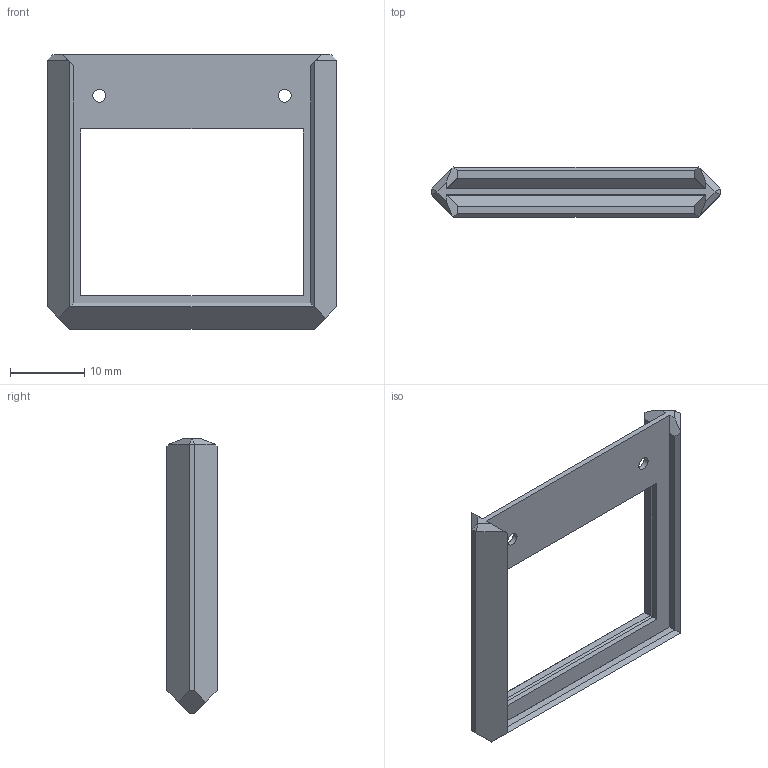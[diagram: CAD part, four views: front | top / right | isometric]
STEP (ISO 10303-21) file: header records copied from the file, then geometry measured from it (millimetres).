
FILE_DESCRIPTION(/* description */ (''),/* implementation_level */ '2;1');
FILE_NAME(/* name */ 'active rotation join_frame to connect two joints.stp',/* time_stamp */ '2015-02-25T11:48:25+01:00',/* author */ ('Przem'),/* organization */ (''),/* preprocessor_version */ 'ST-DEVELOPER v15.2',/* originating_system */ 'Autodesk Inventor 2014',/* authorisation */ '');
FILE_SCHEMA (('AUTOMOTIVE_DESIGN { 1 0 10303 214 3 1 1 }'));
Length unit declared in the file: millimetre
Products named in the file (1): active rotation join_frame to connect two joints
Bounding box: 39 x 6.75 x 37 mm (x, y, z)
Volume: 1538.3 mm3; surface area: 2952.9 mm2
Topology: 1 solids, 1 shells, 48 faces, 118 edges, 72 vertices
Faces by surface type: plane 46, cylinder 2
Full cylindrical faces by diameter (mm): 1.75 x2
Entity records: 1392 total; most frequent: CARTESIAN_POINT 237, ORIENTED_EDGE 232, DIRECTION 218, EDGE_CURVE 116, LINE 112, VECTOR 112, VERTEX_POINT 72, EDGE_LOOP 56
